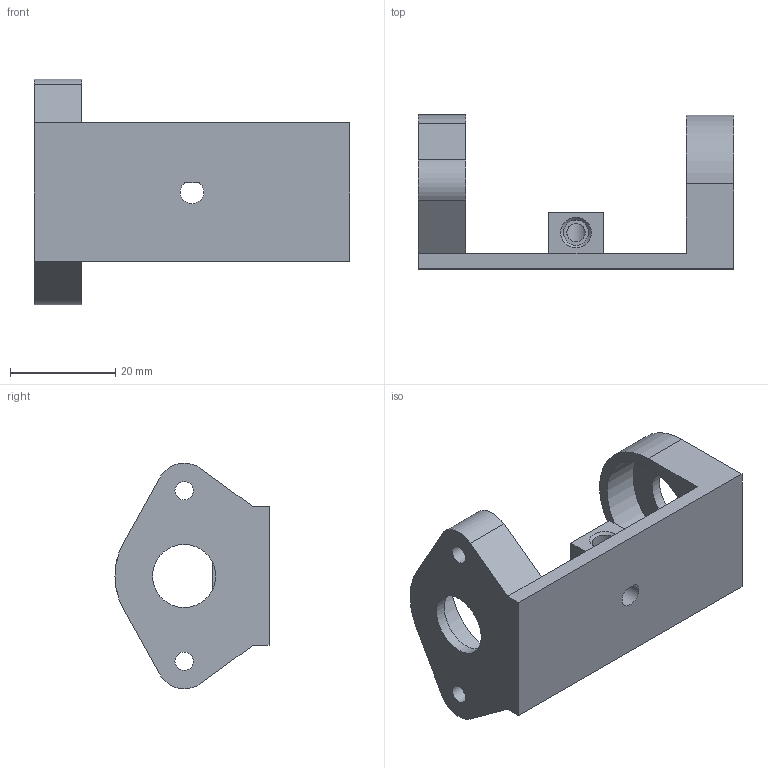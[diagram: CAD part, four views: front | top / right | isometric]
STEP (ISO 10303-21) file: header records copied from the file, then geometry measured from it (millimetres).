
FILE_DESCRIPTION(/* description */ (''),/* implementation_level */ '2;1');
FILE_NAME(/* name */ 'arm v7.step',/* time_stamp */ '2021-11-28T17:23:35+01:00',/* author */ (''),/* organization */ (''),/* preprocessor_version */ 'ST-DEVELOPER v18.1',/* originating_system */ 'Autodesk Translation Framework v10.10.0.1391',/* authorisation */ '');
FILE_SCHEMA (('AUTOMOTIVE_DESIGN { 1 0 10303 214 3 1 1 }'));
Length unit declared in the file: millimetre
Products named in the file (1): arm
Bounding box: 60 x 29.3 x 42.93 mm (x, y, z)
Volume: 12530.3 mm3; surface area: 9007.6 mm2
Topology: 1 solids, 1 shells, 51 faces, 129 edges, 85 vertices
Faces by surface type: plane 37, cylinder 13, cone 1
Full cylindrical faces by diameter (mm): 3.5 x3, 4.8 x1, 12 x2, 22.3 x2
Entity records: 1606 total; most frequent: CARTESIAN_POINT 294, ORIENTED_EDGE 258, DIRECTION 258, EDGE_CURVE 129, LINE 98, VECTOR 98, VERTEX_POINT 85, AXIS2_PLACEMENT_3D 80
